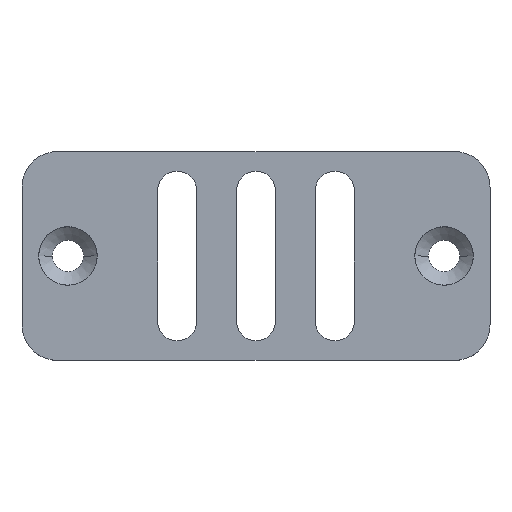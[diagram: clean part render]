
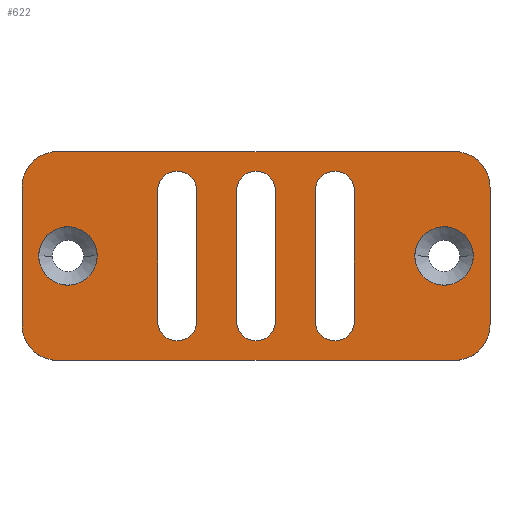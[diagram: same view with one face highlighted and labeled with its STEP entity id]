
A CAD part, top view. The second image highlights one B-rep face of the part: STEP entity #622.
In plain terms, the highlighted planar face has unit normal (0, 0, 1).
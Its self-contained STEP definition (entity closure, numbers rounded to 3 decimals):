
#14=DIRECTION('',(0.,1.,0.));
#15=VECTOR('',#14,16.764);
#16=CARTESIAN_POINT('',(28.448,-8.382,3.175));
#17=LINE('',#16,#15);
#18=CARTESIAN_POINT('',(-24.13,8.382,3.175));
#19=DIRECTION('',(0.,0.,-1.));
#20=DIRECTION('',(-1.,0.,0.));
#21=AXIS2_PLACEMENT_3D('',#18,#19,#20);
#23=CARTESIAN_POINT('',(24.13,8.382,3.175));
#24=DIRECTION('',(0.,0.,-1.));
#25=DIRECTION('',(0.,1.,0.));
#26=AXIS2_PLACEMENT_3D('',#23,#24,#25);
#28=CARTESIAN_POINT('',(24.13,-8.382,3.175));
#29=DIRECTION('',(0.,0.,-1.));
#30=DIRECTION('',(1.,0.,0.));
#31=AXIS2_PLACEMENT_3D('',#28,#29,#30);
#33=CARTESIAN_POINT('',(-24.13,-8.382,3.175));
#34=DIRECTION('',(0.,0.,-1.));
#35=DIRECTION('',(0.,-1.,0.));
#36=AXIS2_PLACEMENT_3D('',#33,#34,#35);
#38=CARTESIAN_POINT('',(-9.589,7.938,3.175));
#39=DIRECTION('',(0.,0.,1.));
#40=DIRECTION('',(1.,0.,0.));
#41=AXIS2_PLACEMENT_3D('',#38,#39,#40);
#43=DIRECTION('',(0.,-1.,0.));
#44=VECTOR('',#43,15.875);
#45=CARTESIAN_POINT('',(-11.963,7.938,3.175));
#46=LINE('',#45,#44);
#47=CARTESIAN_POINT('',(-9.589,-7.938,3.175));
#48=DIRECTION('',(0.,0.,1.));
#49=DIRECTION('',(-1.,0.,0.));
#50=AXIS2_PLACEMENT_3D('',#47,#48,#49);
#52=DIRECTION('',(0.,1.,0.));
#53=VECTOR('',#52,15.875);
#54=CARTESIAN_POINT('',(-7.214,-7.938,3.175));
#55=LINE('',#54,#53);
#56=CARTESIAN_POINT('',(22.86,0.,3.175));
#57=DIRECTION('',(0.,0.,1.));
#58=DIRECTION('',(-1.,0.,0.));
#59=AXIS2_PLACEMENT_3D('',#56,#57,#58);
#61=CARTESIAN_POINT('',(22.86,0.,3.175));
#62=DIRECTION('',(0.,0.,1.));
#63=DIRECTION('',(1.,0.,0.));
#64=AXIS2_PLACEMENT_3D('',#61,#62,#63);
#66=CARTESIAN_POINT('',(-22.86,0.,3.175));
#67=DIRECTION('',(0.,0.,1.));
#68=DIRECTION('',(-1.,0.,0.));
#69=AXIS2_PLACEMENT_3D('',#66,#67,#68);
#71=CARTESIAN_POINT('',(-22.86,0.,3.175));
#72=DIRECTION('',(0.,0.,1.));
#73=DIRECTION('',(1.,0.,0.));
#74=AXIS2_PLACEMENT_3D('',#71,#72,#73);
#76=CARTESIAN_POINT('',(0.,7.938,3.175));
#77=DIRECTION('',(0.,0.,1.));
#78=DIRECTION('',(1.,0.,0.));
#79=AXIS2_PLACEMENT_3D('',#76,#77,#78);
#81=DIRECTION('',(0.,-1.,0.));
#82=VECTOR('',#81,15.875);
#83=CARTESIAN_POINT('',(-2.375,7.938,3.175));
#84=LINE('',#83,#82);
#85=CARTESIAN_POINT('',(0.,-7.938,3.175));
#86=DIRECTION('',(0.,0.,1.));
#87=DIRECTION('',(-1.,0.,0.));
#88=AXIS2_PLACEMENT_3D('',#85,#86,#87);
#90=DIRECTION('',(0.,1.,0.));
#91=VECTOR('',#90,15.875);
#92=CARTESIAN_POINT('',(2.375,-7.938,3.175));
#93=LINE('',#92,#91);
#94=CARTESIAN_POINT('',(9.589,7.938,3.175));
#95=DIRECTION('',(0.,0.,1.));
#96=DIRECTION('',(1.,0.,0.));
#97=AXIS2_PLACEMENT_3D('',#94,#95,#96);
#99=DIRECTION('',(0.,-1.,0.));
#100=VECTOR('',#99,15.875);
#101=CARTESIAN_POINT('',(7.214,7.938,3.175));
#102=LINE('',#101,#100);
#103=CARTESIAN_POINT('',(9.589,-7.938,3.175));
#104=DIRECTION('',(0.,0.,1.));
#105=DIRECTION('',(-1.,0.,0.));
#106=AXIS2_PLACEMENT_3D('',#103,#104,#105);
#108=DIRECTION('',(0.,1.,0.));
#109=VECTOR('',#108,15.875);
#110=CARTESIAN_POINT('',(11.963,-7.938,3.175));
#111=LINE('',#110,#109);
#112=DIRECTION('',(0.,-1.,0.));
#113=VECTOR('',#112,16.764);
#114=CARTESIAN_POINT('',(-28.448,8.382,3.175));
#115=LINE('',#114,#113);
#226=DIRECTION('',(1.,0.,0.));
#227=VECTOR('',#226,48.26);
#228=CARTESIAN_POINT('',(-24.13,-12.7,3.175));
#229=LINE('',#228,#227);
#254=DIRECTION('',(-1.,0.,0.));
#255=VECTOR('',#254,48.26);
#256=CARTESIAN_POINT('',(24.13,12.7,3.175));
#257=LINE('',#256,#255);
#422=CARTESIAN_POINT('',(28.448,-8.382,3.175));
#423=CARTESIAN_POINT('',(28.448,8.382,3.175));
#424=VERTEX_POINT('',#422);
#425=VERTEX_POINT('',#423);
#430=CARTESIAN_POINT('',(-28.448,8.382,3.175));
#431=CARTESIAN_POINT('',(-28.448,-8.382,3.175));
#432=VERTEX_POINT('',#430);
#433=VERTEX_POINT('',#431);
#434=CARTESIAN_POINT('',(-24.13,12.7,3.175));
#435=VERTEX_POINT('',#434);
#436=CARTESIAN_POINT('',(24.13,12.7,3.175));
#437=VERTEX_POINT('',#436);
#438=CARTESIAN_POINT('',(24.13,-12.7,3.175));
#439=VERTEX_POINT('',#438);
#440=CARTESIAN_POINT('',(-24.13,-12.7,3.175));
#441=VERTEX_POINT('',#440);
#442=CARTESIAN_POINT('',(-7.214,7.938,3.175));
#443=CARTESIAN_POINT('',(-11.963,7.938,3.175));
#444=VERTEX_POINT('',#442);
#445=VERTEX_POINT('',#443);
#446=CARTESIAN_POINT('',(-11.963,-7.938,3.175));
#447=VERTEX_POINT('',#446);
#448=CARTESIAN_POINT('',(-7.214,-7.938,3.175));
#449=VERTEX_POINT('',#448);
#450=CARTESIAN_POINT('',(19.304,0.,3.175));
#451=CARTESIAN_POINT('',(26.416,0.,3.175));
#452=VERTEX_POINT('',#450);
#453=VERTEX_POINT('',#451);
#454=CARTESIAN_POINT('',(-26.416,0.,3.175));
#455=CARTESIAN_POINT('',(-19.304,0.,3.175));
#456=VERTEX_POINT('',#454);
#457=VERTEX_POINT('',#455);
#458=CARTESIAN_POINT('',(2.375,7.938,3.175));
#459=CARTESIAN_POINT('',(-2.375,7.938,3.175));
#460=VERTEX_POINT('',#458);
#461=VERTEX_POINT('',#459);
#462=CARTESIAN_POINT('',(-2.375,-7.938,3.175));
#463=VERTEX_POINT('',#462);
#464=CARTESIAN_POINT('',(2.375,-7.938,3.175));
#465=VERTEX_POINT('',#464);
#466=CARTESIAN_POINT('',(11.963,7.938,3.175));
#467=CARTESIAN_POINT('',(7.214,7.938,3.175));
#468=VERTEX_POINT('',#466);
#469=VERTEX_POINT('',#467);
#470=CARTESIAN_POINT('',(7.214,-7.938,3.175));
#471=VERTEX_POINT('',#470);
#472=CARTESIAN_POINT('',(11.963,-7.938,3.175));
#473=VERTEX_POINT('',#472);
#558=CARTESIAN_POINT('',(0.,0.,3.175));
#559=DIRECTION('',(0.,0.,1.));
#560=DIRECTION('',(1.,0.,0.));
#561=AXIS2_PLACEMENT_3D('',#558,#559,#560);
#562=PLANE('',#561);
#564=ORIENTED_EDGE('',*,*,#563,.F.);
#566=ORIENTED_EDGE('',*,*,#565,.T.);
#568=ORIENTED_EDGE('',*,*,#567,.F.);
#570=ORIENTED_EDGE('',*,*,#569,.T.);
#571=ORIENTED_EDGE('',*,*,#547,.F.);
#573=ORIENTED_EDGE('',*,*,#572,.T.);
#575=ORIENTED_EDGE('',*,*,#574,.F.);
#577=ORIENTED_EDGE('',*,*,#576,.T.);
#578=EDGE_LOOP('',(#564,#566,#568,#570,#571,#573,#575,#577));
#579=FACE_OUTER_BOUND('',#578,.F.);
#581=ORIENTED_EDGE('',*,*,#580,.T.);
#583=ORIENTED_EDGE('',*,*,#582,.T.);
#585=ORIENTED_EDGE('',*,*,#584,.T.);
#587=ORIENTED_EDGE('',*,*,#586,.T.);
#588=EDGE_LOOP('',(#581,#583,#585,#587));
#589=FACE_BOUND('',#588,.F.);
#591=ORIENTED_EDGE('',*,*,#590,.T.);
#593=ORIENTED_EDGE('',*,*,#592,.T.);
#594=EDGE_LOOP('',(#591,#593));
#595=FACE_BOUND('',#594,.F.);
#597=ORIENTED_EDGE('',*,*,#596,.T.);
#599=ORIENTED_EDGE('',*,*,#598,.T.);
#600=EDGE_LOOP('',(#597,#599));
#601=FACE_BOUND('',#600,.F.);
#603=ORIENTED_EDGE('',*,*,#602,.T.);
#605=ORIENTED_EDGE('',*,*,#604,.T.);
#607=ORIENTED_EDGE('',*,*,#606,.T.);
#609=ORIENTED_EDGE('',*,*,#608,.T.);
#610=EDGE_LOOP('',(#603,#605,#607,#609));
#611=FACE_BOUND('',#610,.F.);
#613=ORIENTED_EDGE('',*,*,#612,.T.);
#615=ORIENTED_EDGE('',*,*,#614,.T.);
#617=ORIENTED_EDGE('',*,*,#616,.T.);
#619=ORIENTED_EDGE('',*,*,#618,.T.);
#620=EDGE_LOOP('',(#613,#615,#617,#619));
#621=FACE_BOUND('',#620,.F.);
#622=ADVANCED_FACE('',(#579,#589,#595,#601,#611,#621),#562,.T.);
#22=CIRCLE('',#21,4.318);
#27=CIRCLE('',#26,4.318);
#32=CIRCLE('',#31,4.318);
#37=CIRCLE('',#36,4.318);
#42=CIRCLE('',#41,2.375);
#51=CIRCLE('',#50,2.375);
#60=CIRCLE('',#59,3.556);
#65=CIRCLE('',#64,3.556);
#70=CIRCLE('',#69,3.556);
#75=CIRCLE('',#74,3.556);
#80=CIRCLE('',#79,2.375);
#89=CIRCLE('',#88,2.375);
#98=CIRCLE('',#97,2.375);
#107=CIRCLE('',#106,2.375);
#547=EDGE_CURVE('',#424,#425,#17,.T.);
#563=EDGE_CURVE('',#432,#433,#115,.T.);
#565=EDGE_CURVE('',#432,#435,#22,.T.);
#567=EDGE_CURVE('',#437,#435,#257,.T.);
#569=EDGE_CURVE('',#437,#425,#27,.T.);
#572=EDGE_CURVE('',#424,#439,#32,.T.);
#574=EDGE_CURVE('',#441,#439,#229,.T.);
#576=EDGE_CURVE('',#441,#433,#37,.T.);
#580=EDGE_CURVE('',#444,#445,#42,.T.);
#582=EDGE_CURVE('',#445,#447,#46,.T.);
#584=EDGE_CURVE('',#447,#449,#51,.T.);
#586=EDGE_CURVE('',#449,#444,#55,.T.);
#590=EDGE_CURVE('',#452,#453,#60,.T.);
#592=EDGE_CURVE('',#453,#452,#65,.T.);
#596=EDGE_CURVE('',#456,#457,#70,.T.);
#598=EDGE_CURVE('',#457,#456,#75,.T.);
#602=EDGE_CURVE('',#460,#461,#80,.T.);
#604=EDGE_CURVE('',#461,#463,#84,.T.);
#606=EDGE_CURVE('',#463,#465,#89,.T.);
#608=EDGE_CURVE('',#465,#460,#93,.T.);
#612=EDGE_CURVE('',#468,#469,#98,.T.);
#614=EDGE_CURVE('',#469,#471,#102,.T.);
#616=EDGE_CURVE('',#471,#473,#107,.T.);
#618=EDGE_CURVE('',#473,#468,#111,.T.);
